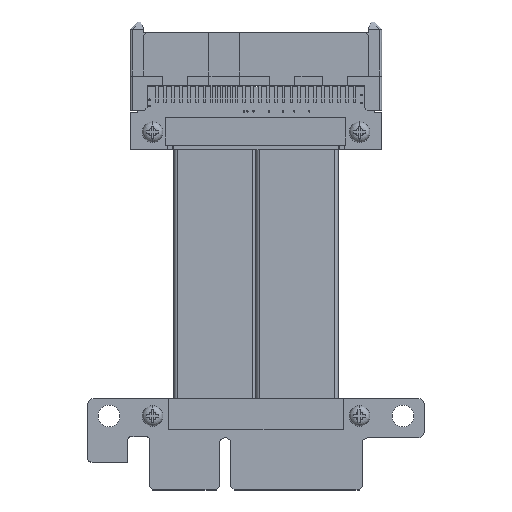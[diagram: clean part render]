
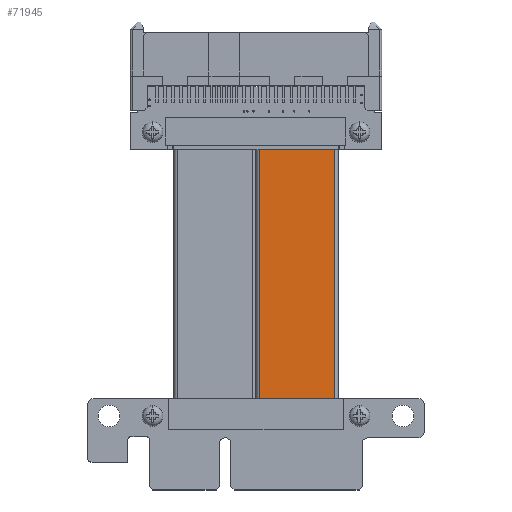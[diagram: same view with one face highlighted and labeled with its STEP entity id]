
A CAD part, top view. The second image highlights one B-rep face of the part: STEP entity #71945.
In plain terms, the highlighted face is planar.
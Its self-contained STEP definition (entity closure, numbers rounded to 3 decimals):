
#71908 = VERTEX_POINT('',#71909);
#71909 = CARTESIAN_POINT('',(12.065,-1.4,-43.));
#71927 = VERTEX_POINT('',#71928);
#71928 = CARTESIAN_POINT('',(12.065,-1.4,0.));
#71935 = EDGE_CURVE('',#71908,#71927,#71936,.T.);
#71936 = LINE('',#71937,#71938);
#71937 = CARTESIAN_POINT('',(12.065,-1.4,-43.));
#71938 = VECTOR('',#71939,1.);
#71939 = DIRECTION('',(0.,0.,1.));
#71945 = ADVANCED_FACE('',(#71946),#71971,.T.);
#71946 = FACE_BOUND('',#71947,.T.);
#71947 = EDGE_LOOP('',(#71948,#71956,#71964,#71970));
#71948 = ORIENTED_EDGE('',*,*,#71949,.F.);
#71949 = EDGE_CURVE('',#71950,#71927,#71952,.T.);
#71950 = VERTEX_POINT('',#71951);
#71951 = CARTESIAN_POINT('',(0.,-1.4,
    0.));
#71952 = LINE('',#71953,#71954);
#71953 = CARTESIAN_POINT('',(6.032,-1.4,0.));
#71954 = VECTOR('',#71955,1.);
#71955 = DIRECTION('',(1.,0.,0.));
#71956 = ORIENTED_EDGE('',*,*,#71957,.F.);
#71957 = EDGE_CURVE('',#71958,#71950,#71960,.T.);
#71958 = VERTEX_POINT('',#71959);
#71959 = CARTESIAN_POINT('',(0.,-1.4,-43.)
  );
#71960 = LINE('',#71961,#71962);
#71961 = CARTESIAN_POINT('',(0.,-1.4,-43.)
  );
#71962 = VECTOR('',#71963,1.);
#71963 = DIRECTION('',(0.,0.,1.));
#71964 = ORIENTED_EDGE('',*,*,#71965,.T.);
#71965 = EDGE_CURVE('',#71958,#71908,#71966,.T.);
#71966 = LINE('',#71967,#71968);
#71967 = CARTESIAN_POINT('',(12.065,-1.4,-43.));
#71968 = VECTOR('',#71969,1.);
#71969 = DIRECTION('',(1.,0.,0.));
#71970 = ORIENTED_EDGE('',*,*,#71935,.T.);
#71971 = PLANE('',#71972);
#71972 = AXIS2_PLACEMENT_3D('',#71973,#71974,#71975);
#71973 = CARTESIAN_POINT('',(6.032,-1.4,-43.));
#71974 = DIRECTION('',(0.,-1.,0.));
#71975 = DIRECTION('',(0.,0.,-1.));
